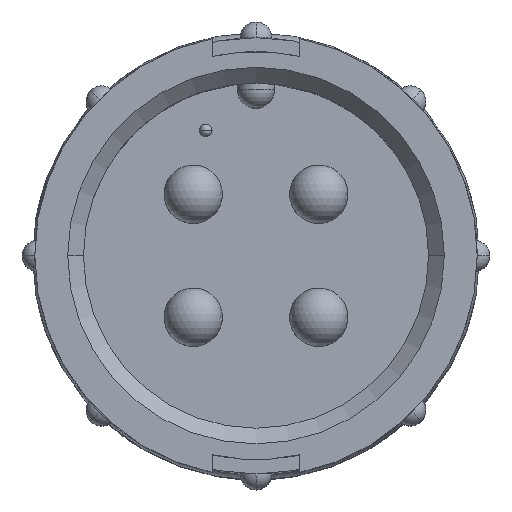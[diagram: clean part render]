
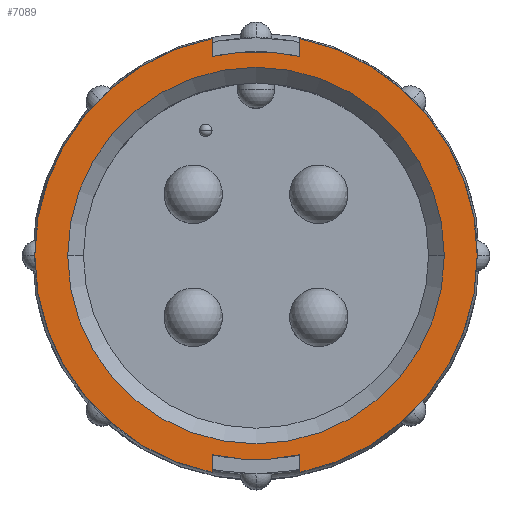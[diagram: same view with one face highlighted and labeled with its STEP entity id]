
A CAD part, top view. The second image highlights one B-rep face of the part: STEP entity #7089.
In plain terms, the highlighted planar face has unit normal (0, 0, 1).
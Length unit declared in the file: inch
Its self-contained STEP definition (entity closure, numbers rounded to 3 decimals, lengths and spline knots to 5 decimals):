
#134 = DIRECTION ( 'NONE',  ( 0., 1., 0. ) ) ;
#136 = ORIENTED_EDGE ( 'NONE', *, *, #4471, .F. ) ;
#235 = EDGE_CURVE ( 'NONE', #5669, #3675, #3619, .T. ) ;
#367 = CARTESIAN_POINT ( 'NONE',  ( 0., 0., 0. ) ) ;
#386 = DIRECTION ( 'NONE',  ( 1., 0., 0. ) ) ;
#430 = DIRECTION ( 'NONE',  ( 1., 0., 0. ) ) ;
#839 = AXIS2_PLACEMENT_3D ( 'NONE', #6469, #5376, #2431 ) ;
#881 = CARTESIAN_POINT ( 'NONE',  ( 0.07, 0.31737, 0. ) ) ;
#922 = AXIS2_PLACEMENT_3D ( 'NONE', #1165, #3247, #4588 ) ;
#924 = CARTESIAN_POINT ( 'NONE',  ( 0.3525, 0., 0. ) ) ;
#996 = ORIENTED_EDGE ( 'NONE', *, *, #1588, .F. ) ;
#1051 = DIRECTION ( 'NONE',  ( 0., 0., 1. ) ) ;
#1116 = DIRECTION ( 'NONE',  ( 0., 0., 1. ) ) ;
#1149 = EDGE_CURVE ( 'NONE', #2417, #5606, #5802, .T. ) ;
#1165 = CARTESIAN_POINT ( 'NONE',  ( 0., 0., 0. ) ) ;
#1191 = CARTESIAN_POINT ( 'NONE',  ( 0., 0.3, 0. ) ) ;
#1238 = CARTESIAN_POINT ( 'NONE',  ( -0.07, -0.31737, 0. ) ) ;
#1268 = CARTESIAN_POINT ( 'NONE',  ( 0.07, 0.34548, 0. ) ) ;
#1321 = DIRECTION ( 'NONE',  ( 1., 0., 0. ) ) ;
#1465 = ORIENTED_EDGE ( 'NONE', *, *, #1848, .F. ) ;
#1554 = FACE_OUTER_BOUND ( 'NONE', #4995, .T. ) ;
#1588 = EDGE_CURVE ( 'NONE', #5521, #2417, #2083, .T. ) ;
#1651 = CARTESIAN_POINT ( 'NONE',  ( 0.07, 0.31737, 0. ) ) ;
#1722 = AXIS2_PLACEMENT_3D ( 'NONE', #2711, #1116, #1321 ) ;
#1742 = DIRECTION ( 'NONE',  ( 1., 0., 0. ) ) ;
#1848 = EDGE_CURVE ( 'NONE', #7706, #5521, #7559, .T. ) ;
#1998 = DIRECTION ( 'NONE',  ( 0., 1., 0. ) ) ;
#2083 = CIRCLE ( 'NONE', #839, 0.325 ) ;
#2094 = DIRECTION ( 'NONE',  ( 0., -1., 0. ) ) ;
#2144 = CARTESIAN_POINT ( 'NONE',  ( 0.3, 0., 0. ) ) ;
#2213 = DIRECTION ( 'NONE',  ( 0., 0., -1. ) ) ;
#2298 = CARTESIAN_POINT ( 'NONE',  ( 0., 0., 0. ) ) ;
#2302 = CARTESIAN_POINT ( 'NONE',  ( 0.07, -0.31737, 0. ) ) ;
#2380 = VERTEX_POINT ( 'NONE', #5647 ) ;
#2417 = VERTEX_POINT ( 'NONE', #1651 ) ;
#2431 = DIRECTION ( 'NONE',  ( 1., 0., 0. ) ) ;
#2473 = PLANE ( 'NONE',  #5898 ) ;
#2483 = CARTESIAN_POINT ( 'NONE',  ( -0.07, -0.31737, 0. ) ) ;
#2493 = DIRECTION ( 'NONE',  ( -1., 0., 0. ) ) ;
#2513 = CARTESIAN_POINT ( 'NONE',  ( -0.07, 0.31737, 0. ) ) ;
#2563 = AXIS2_PLACEMENT_3D ( 'NONE', #7016, #2213, #2493 ) ;
#2580 = DIRECTION ( 'NONE',  ( 0., 0., 1. ) ) ;
#2632 = VERTEX_POINT ( 'NONE', #924 ) ;
#2681 = EDGE_LOOP ( 'NONE', ( #5369, #2696 ) ) ;
#2696 = ORIENTED_EDGE ( 'NONE', *, *, #3294, .F. ) ;
#2711 = CARTESIAN_POINT ( 'NONE',  ( 0., 0., 0. ) ) ;
#2900 = ORIENTED_EDGE ( 'NONE', *, *, #7946, .T. ) ;
#2972 = CARTESIAN_POINT ( 'NONE',  ( 0.07, -0.34548, 0. ) ) ;
#3111 = DIRECTION ( 'NONE',  ( 0., 0., 1. ) ) ;
#3116 = VERTEX_POINT ( 'NONE', #2144 ) ;
#3162 = CIRCLE ( 'NONE', #8234, 0.3525 ) ;
#3170 = CIRCLE ( 'NONE', #4132, 0.3525 ) ;
#3247 = DIRECTION ( 'NONE',  ( 0., 0., 1. ) ) ;
#3282 = VECTOR ( 'NONE', #2094, 39.37008 ) ;
#3294 = EDGE_CURVE ( 'NONE', #8061, #3116, #4441, .T. ) ;
#3371 = EDGE_CURVE ( 'NONE', #2632, #5606, #3162, .T. ) ;
#3619 = LINE ( 'NONE', #5018, #5364 ) ;
#3675 = VERTEX_POINT ( 'NONE', #2302 ) ;
#3802 = ORIENTED_EDGE ( 'NONE', *, *, #3371, .T. ) ;
#4132 = AXIS2_PLACEMENT_3D ( 'NONE', #367, #1051, #1742 ) ;
#4441 = CIRCLE ( 'NONE', #922, 0.3 ) ;
#4471 = EDGE_CURVE ( 'NONE', #3675, #4906, #7184, .T. ) ;
#4588 = DIRECTION ( 'NONE',  ( 1., 0., 0. ) ) ;
#4906 = VERTEX_POINT ( 'NONE', #2483 ) ;
#4954 = VECTOR ( 'NONE', #1998, 39.37008 ) ;
#4995 = EDGE_LOOP ( 'NONE', ( #996, #1465, #8171, #5508, #136, #6175, #2900, #3802, #5296 ) ) ;
#5018 = CARTESIAN_POINT ( 'NONE',  ( 0.07, -0.31737, 0. ) ) ;
#5034 = EDGE_CURVE ( 'NONE', #7706, #2380, #7050, .T. ) ;
#5230 = CARTESIAN_POINT ( 'NONE',  ( -0.3, 0., 0. ) ) ;
#5296 = ORIENTED_EDGE ( 'NONE', *, *, #1149, .F. ) ;
#5364 = VECTOR ( 'NONE', #134, 39.37008 ) ;
#5369 = ORIENTED_EDGE ( 'NONE', *, *, #8207, .F. ) ;
#5376 = DIRECTION ( 'NONE',  ( 0., 0., -1. ) ) ;
#5449 = AXIS2_PLACEMENT_3D ( 'NONE', #7019, #3111, #386 ) ;
#5508 = ORIENTED_EDGE ( 'NONE', *, *, #8564, .F. ) ;
#5521 = VERTEX_POINT ( 'NONE', #6831 ) ;
#5606 = VERTEX_POINT ( 'NONE', #1268 ) ;
#5647 = CARTESIAN_POINT ( 'NONE',  ( -0.07, -0.34548, 0. ) ) ;
#5669 = VERTEX_POINT ( 'NONE', #2972 ) ;
#5708 = LINE ( 'NONE', #1238, #6010 ) ;
#5802 = LINE ( 'NONE', #881, #4954 ) ;
#5898 = AXIS2_PLACEMENT_3D ( 'NONE', #1191, #8396, #7105 ) ;
#6010 = VECTOR ( 'NONE', #8022, 39.37008 ) ;
#6175 = ORIENTED_EDGE ( 'NONE', *, *, #235, .F. ) ;
#6469 = CARTESIAN_POINT ( 'NONE',  ( 0., 0., 0. ) ) ;
#6831 = CARTESIAN_POINT ( 'NONE',  ( -0.07, 0.31737, 0. ) ) ;
#6876 = CARTESIAN_POINT ( 'NONE',  ( -0.07, 0.34548, 0. ) ) ;
#7016 = CARTESIAN_POINT ( 'NONE',  ( 0., 0., 0. ) ) ;
#7019 = CARTESIAN_POINT ( 'NONE',  ( 0., 0., 0. ) ) ;
#7050 = CIRCLE ( 'NONE', #1722, 0.3525 ) ;
#7089 = ADVANCED_FACE ( 'NONE', ( #7190, #1554 ), #2473, .F. ) ;
#7105 = DIRECTION ( 'NONE',  ( -1., 0., 0. ) ) ;
#7184 = CIRCLE ( 'NONE', #2563, 0.325 ) ;
#7190 = FACE_BOUND ( 'NONE', #2681, .T. ) ;
#7423 = CIRCLE ( 'NONE', #5449, 0.3 ) ;
#7559 = LINE ( 'NONE', #2513, #3282 ) ;
#7706 = VERTEX_POINT ( 'NONE', #6876 ) ;
#7946 = EDGE_CURVE ( 'NONE', #5669, #2632, #3170, .T. ) ;
#8022 = DIRECTION ( 'NONE',  ( 0., -1., 0. ) ) ;
#8061 = VERTEX_POINT ( 'NONE', #5230 ) ;
#8171 = ORIENTED_EDGE ( 'NONE', *, *, #5034, .T. ) ;
#8207 = EDGE_CURVE ( 'NONE', #3116, #8061, #7423, .T. ) ;
#8234 = AXIS2_PLACEMENT_3D ( 'NONE', #2298, #2580, #430 ) ;
#8396 = DIRECTION ( 'NONE',  ( 0., 0., -1. ) ) ;
#8564 = EDGE_CURVE ( 'NONE', #4906, #2380, #5708, .T. ) ;
